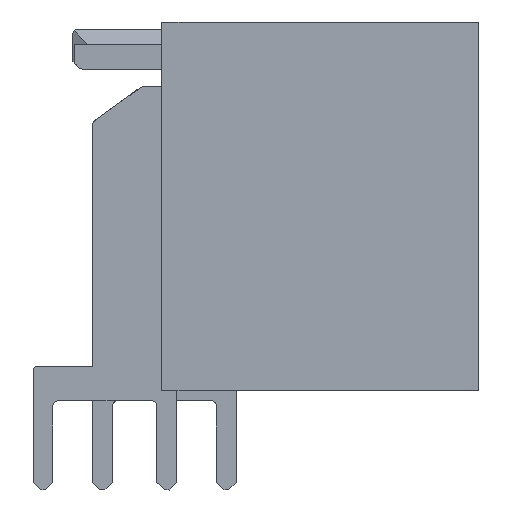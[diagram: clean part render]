
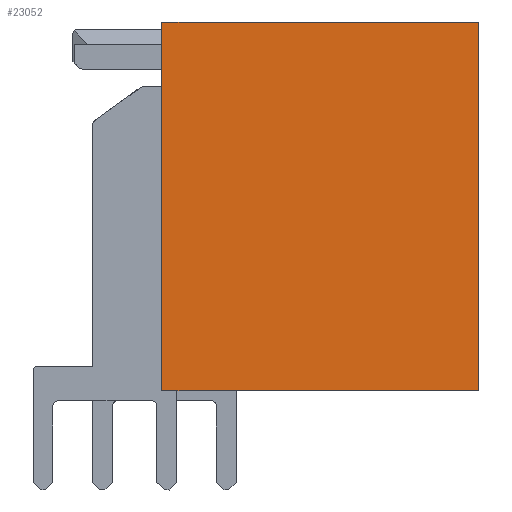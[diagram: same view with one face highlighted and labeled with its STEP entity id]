
A CAD part, left-side view. The second image highlights one B-rep face of the part: STEP entity #23052.
In plain terms, the highlighted face is planar.
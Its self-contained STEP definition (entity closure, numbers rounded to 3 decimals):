
#2640=ORIENTED_EDGE('',*,*,#6703,.F.);
#2641=ORIENTED_EDGE('',*,*,#6852,.F.);
#2642=ORIENTED_EDGE('',*,*,#6712,.F.);
#2643=ORIENTED_EDGE('',*,*,#6695,.F.);
#6695=EDGE_CURVE('',#8875,#8876,#10796,.T.);
#6703=EDGE_CURVE('',#8881,#8875,#10804,.T.);
#6712=EDGE_CURVE('',#8876,#8886,#10813,.T.);
#6852=EDGE_CURVE('',#8886,#8881,#10953,.T.);
#8875=VERTEX_POINT('',#31627);
#8876=VERTEX_POINT('',#31629);
#8881=VERTEX_POINT('',#31643);
#8886=VERTEX_POINT('',#31664);
#10796=LINE('',#31628,#13159);
#10804=LINE('',#31644,#13167);
#10813=LINE('',#31663,#13176);
#10953=LINE('',#31907,#13316);
#13159=VECTOR('',#26675,1000.);
#13167=VECTOR('',#26687,1000.);
#13176=VECTOR('',#26708,1000.);
#13316=VECTOR('',#26990,1000.);
#14668=EDGE_LOOP('',(#2640,#2641,#2642,#2643));
#15553=FACE_BOUND('',#14668,.T.);
#16403=PLANE('',#23954);
#23052=ADVANCED_FACE('',(#15553),#16403,.F.);
#23954=AXIS2_PLACEMENT_3D('',#31906,#26988,#26989);
#26675=DIRECTION('',(0.,0.,1.));
#26687=DIRECTION('',(-1.,0.,0.));
#26708=DIRECTION('',(1.,0.,0.));
#26988=DIRECTION('',(0.,1.,0.));
#26989=DIRECTION('',(1.,0.,0.));
#26990=DIRECTION('',(0.,0.,-1.));
#31627=CARTESIAN_POINT('',(-4.604,0.,-9.247));
#31628=CARTESIAN_POINT('',(-4.604,0.,-9.247));
#31629=CARTESIAN_POINT('',(-4.604,0.001,5.653));
#31643=CARTESIAN_POINT('',(8.196,-0.002,-9.247));
#31644=CARTESIAN_POINT('',(8.196,-0.002,-9.247));
#31663=CARTESIAN_POINT('',(-4.604,0.001,5.653));
#31664=CARTESIAN_POINT('',(8.196,0.,5.653));
#31906=CARTESIAN_POINT('',(1.796,0.,-1.797));
#31907=CARTESIAN_POINT('',(8.196,0.,5.653));
